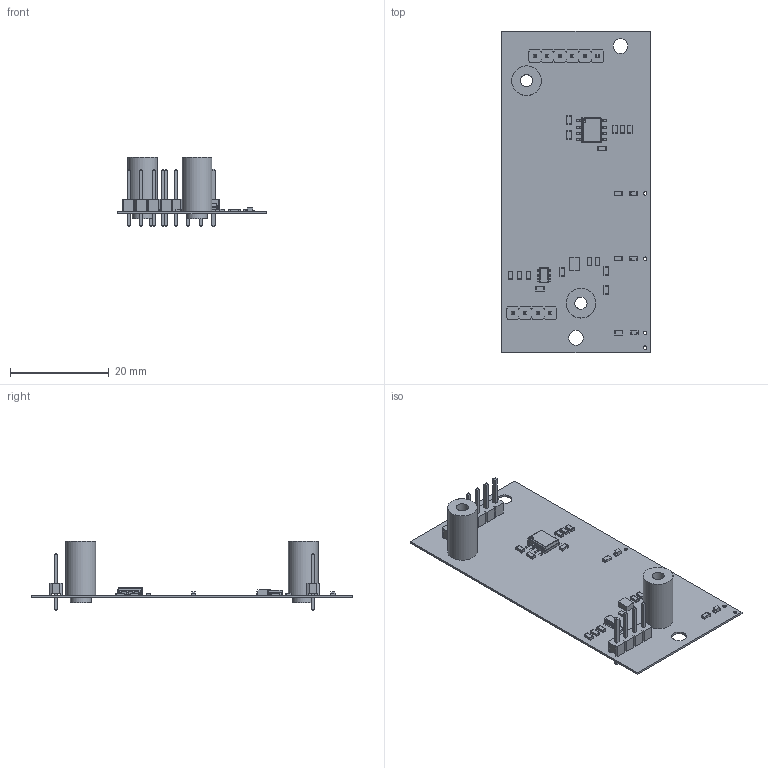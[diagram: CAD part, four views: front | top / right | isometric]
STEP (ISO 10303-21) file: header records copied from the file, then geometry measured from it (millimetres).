
FILE_DESCRIPTION(('Open CASCADE Model'),'2;1');
FILE_NAME('Open CASCADE Shape Model','2022-04-29T13:46:58',('Author'),( 'Open CASCADE'),'Open CASCADE STEP processor 6.8','Open CASCADE 6.8' ,'Unknown');
FILE_SCHEMA(('AUTOMOTIVE_DESIGN { 1 0 10303 214 1 1 1 1 }'));
Length unit declared in the file: millimetre
Products named in the file (75): PCB; Board; Open CASCADE STEP translator 6.8 1.1.1; C20; 5856983488; Mid_Body; Terminal; Open_CASCADE_STEP_translator_6.8_23.2.1; Mark; MH2; 9774110360R_(rev1)_RGB8421504; MH1; U4; 5856983168; Open_CASCADE_STEP_translator_6.8_7.1; Body; Open_CASCADE_STEP_translator_6.8_7.2.1; Leader; R16; 5856981328; C22; 5856984608; C21; C19; R11; R10; 5856980688; R6; D7; LTST-C190KRKT--3DModel-STEP-56544; D6; D3; C16; C15; U3; 5856982048; Open_CASCADE_STEP_translator_6.8_3.1.1; R15; R14; R12 ...
Assembly tree (115 placements, depth 5):
  PCB
    Board
      Open CASCADE STEP translator 6.8 1.1.1
    C20
      5856983488
        Mid_Body
        Terminal  x2
          Open_CASCADE_STEP_translator_6.8_23.2.1
        Mark
    MH2
      9774110360R_(rev1)_RGB8421504
    MH1
      9774110360R_(rev1)_RGB8421504
    U4
      5856983168
        Open_CASCADE_STEP_translator_6.8_7.1
        Body
          Open_CASCADE_STEP_translator_6.8_7.2.1
        Leader  x8
    R16
      5856981328
        Mid_Body
        Terminal  x2
          Open_CASCADE_STEP_translator_6.8_23.2.1
        Mark
    C22
      5856984608
        Mid_Body
        Terminal  x2
          Open_CASCADE_STEP_translator_6.8_23.2.1
        Mark
    C21
      5856983488
        Mid_Body
        Terminal  x2
          Open_CASCADE_STEP_translator_6.8_23.2.1
        Mark
    C19
      5856983488
        Mid_Body
        Terminal  x2
          Open_CASCADE_STEP_translator_6.8_23.2.1
        Mark
    R11
      5856984608
        Mid_Body
        Terminal  x2
          Open_CASCADE_STEP_translator_6.8_23.2.1
        Mark
    R10
      5856980688
        Mid_Body
        Terminal  x2
          Open_CASCADE_STEP_translator_6.8_23.2.1
        Mark
    R6
      5856980688
        Mid_Body
        Terminal  x2
          Open_CASCADE_STEP_translator_6.8_23.2.1
Bounding box: 30 x 65 x 13.97 mm (x, y, z)
Volume: 1553.8 mm3; surface area: 5641 mm2
Topology: 113 solids, 114 shells, 1558 faces, 3583 edges, 2237 vertices
Faces by surface type: plane 1357, cylinder 167, sphere 18, bspline 16
Full cylindrical faces by diameter (mm): 0.5 x1, 0.7 x4, 1.1 x10, 2.459 x2, 2.997 x2, 4.2 x2, 4.4 x2, 6 x2
Entity records: 20581 total; most frequent: CARTESIAN_POINT 4390, DIRECTION 2756, ORIENTED_EDGE 2705, EDGE_CURVE 1353, LINE 1152, VECTOR 1152, VERTEX_POINT 846, AXIS2_PLACEMENT_3D 802
